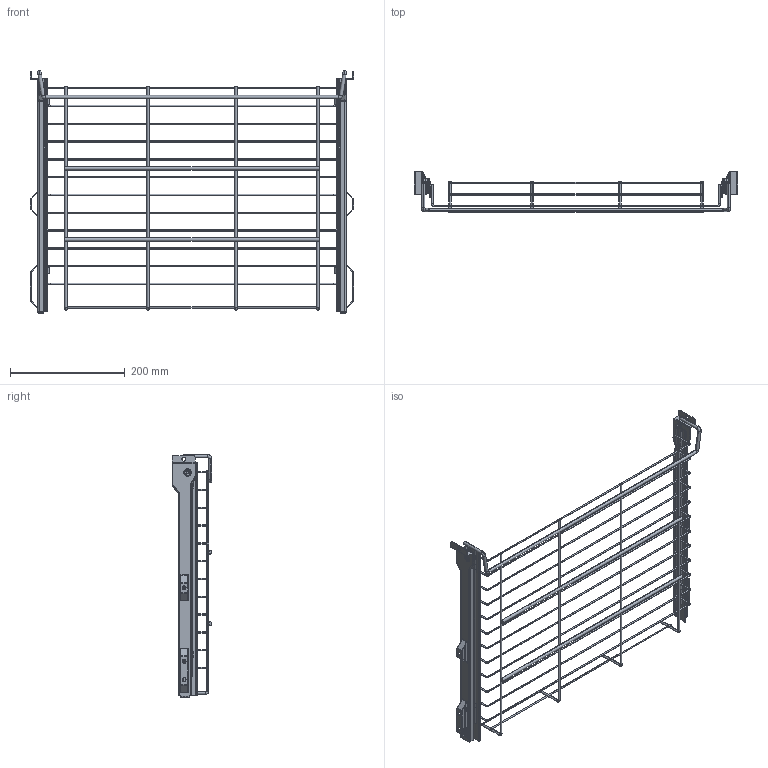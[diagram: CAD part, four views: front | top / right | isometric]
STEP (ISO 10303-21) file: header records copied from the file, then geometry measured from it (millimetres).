
FILE_DESCRIPTION (( 'STEP AP203' ), '1' );
FILE_NAME ('LM 642.STEP', '2023-02-22T13:24:02', ( '' ), ( '' ), 'SwSTEP 2.0', 'SolidWorks 2021', '' );
FILE_SCHEMA (( 'CONFIG_CONTROL_DESIGN' ));
Length unit declared in the file: millimetre
Products named in the file (16): 11117_MirrorMirrorDefault "Default"1; 11116_MirrorMirrorDefault; 10026_MirrorMirrorDefault2; 10027_MirrorMirrorDefault1; 10026_MirrorMirrorDefault1; 11117_MirrorMirrorDefault "Default"; LM 642; 11116_MirrorMirrorDefault1; 10027_MirrorMirrorDefault; 10027_MirrorMirrorDefault2; 12183_MirrorMirrorDefault; 12184_MirrorMirrorDefault "Default"1; 12184_MirrorMirrorDefault "Default"; 10963_Default<As Machined>; 12183_MirrorMirrorDefault1; 10026_MirrorMirrorDefault
Assembly tree (17 placements, depth 3):
  LM 642
    10963_Default<As Machined>
    12184_MirrorMirrorDefault "Default"
      12183_MirrorMirrorDefault
      10026_MirrorMirrorDefault
      10027_MirrorMirrorDefault
    11117_MirrorMirrorDefault "Default"
      11116_MirrorMirrorDefault
      10026_MirrorMirrorDefault
      10027_MirrorMirrorDefault
    12184_MirrorMirrorDefault "Default"1
      12183_MirrorMirrorDefault1
      10026_MirrorMirrorDefault2
      10027_MirrorMirrorDefault2
    11117_MirrorMirrorDefault "Default"1
      11116_MirrorMirrorDefault1
      10026_MirrorMirrorDefault1
      10027_MirrorMirrorDefault1
Bounding box: 562.59 x 69.2 x 423.18 mm (x, y, z)
Volume: 215416.2 mm3; surface area: 286140.7 mm2
Topology: 45 solids, 45 shells, 1134 faces, 2694 edges, 1662 vertices
Faces by surface type: cylinder 476, plane 456, torus 170, cone 20, bspline 12
Entity records: 33007 total; most frequent: CARTESIAN_POINT 6006, DIRECTION 5651, ORIENTED_EDGE 5070, EDGE_CURVE 2535, AXIS2_PLACEMENT_3D 2177, VERTEX_POINT 1564, VECTOR 1297, LINE 1297
